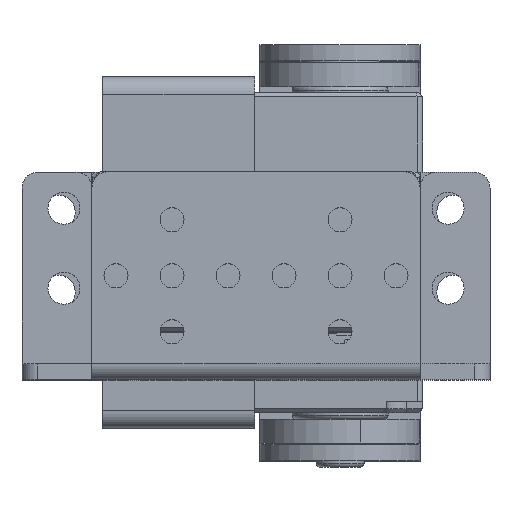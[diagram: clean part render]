
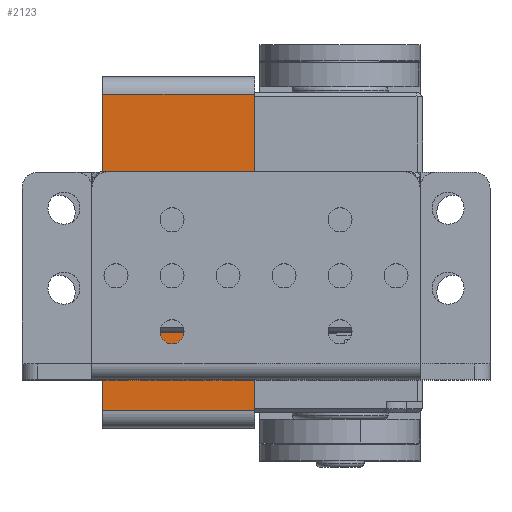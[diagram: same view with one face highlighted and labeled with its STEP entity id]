
A CAD part, top view. The second image highlights one B-rep face of the part: STEP entity #2123.
In plain terms, the highlighted face is planar.
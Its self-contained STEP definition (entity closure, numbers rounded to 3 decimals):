
#816 = EDGE_CURVE ( 'NONE', #4447, #32341, #32850, .T. ) ;
#1577 = FACE_OUTER_BOUND ( 'NONE', #37834, .T. ) ;
#1997 = CARTESIAN_POINT ( 'NONE',  ( -19.835, 89.275, 9.515 ) ) ;
#2025 = DIRECTION ( 'NONE',  ( 0., 1., 0. ) ) ;
#2039 = ORIENTED_EDGE ( 'NONE', *, *, #33378, .F. ) ;
#2123 = ADVANCED_FACE ( 'NONE', ( #43718, #8563, #22674, #5074, #19193, #1577 ), #29831, .T. ) ;
#2684 = LINE ( 'NONE', #1997, #21187 ) ;
#2792 = AXIS2_PLACEMENT_3D ( 'NONE', #8312, #32843, #36544 ) ;
#2852 = CARTESIAN_POINT ( 'NONE',  ( -5.035, 89.275, 5.015 ) ) ;
#2993 = DIRECTION ( 'NONE',  ( 0., 1., 0. ) ) ;
#3062 = EDGE_LOOP ( 'NONE', ( #32074, #24046 ) ) ;
#4447 = VERTEX_POINT ( 'NONE', #34978 ) ;
#4816 = ORIENTED_EDGE ( 'NONE', *, *, #13781, .F. ) ;
#4904 = ORIENTED_EDGE ( 'NONE', *, *, #42173, .T. ) ;
#5074 = FACE_BOUND ( 'NONE', #3062, .T. ) ;
#5681 = DIRECTION ( 'NONE',  ( 0., 1., 0. ) ) ;
#5981 = VERTEX_POINT ( 'NONE', #17811 ) ;
#6402 = CIRCLE ( 'NONE', #37447, 1.5 ) ;
#7221 = CARTESIAN_POINT ( 'NONE',  ( -3.085, 89.275, 0.015 ) ) ;
#7402 = CARTESIAN_POINT ( 'NONE',  ( -0.035, 89.275, 0.015 ) ) ;
#8066 = VECTOR ( 'NONE', #36092, 1000. ) ;
#8312 = CARTESIAN_POINT ( 'NONE',  ( 4.965, 89.275, 5.015 ) ) ;
#8563 = FACE_BOUND ( 'NONE', #35312, .T. ) ;
#8702 = CARTESIAN_POINT ( 'NONE',  ( 4.965, 89.275, -4.985 ) ) ;
#9731 = DIRECTION ( 'NONE',  ( 0., 1., 0. ) ) ;
#10202 = DIRECTION ( 'NONE',  ( -1., 0., 0. ) ) ;
#10219 = VECTOR ( 'NONE', #10699, 1000. ) ;
#10462 = CARTESIAN_POINT ( 'NONE',  ( 19.765, 89.275, -9.485 ) ) ;
#10696 = VERTEX_POINT ( 'NONE', #40059 ) ;
#10699 = DIRECTION ( 'NONE',  ( -1., 0., 0. ) ) ;
#10863 = AXIS2_PLACEMENT_3D ( 'NONE', #34353, #35028, #13292 ) ;
#11973 = ORIENTED_EDGE ( 'NONE', *, *, #22858, .F. ) ;
#12219 = CARTESIAN_POINT ( 'NONE',  ( -3.535, 89.275, -4.985 ) ) ;
#12466 = DIRECTION ( 'NONE',  ( 1., 0., 0. ) ) ;
#12509 = CARTESIAN_POINT ( 'NONE',  ( 19.765, 89.275, -9.485 ) ) ;
#12542 = EDGE_CURVE ( 'NONE', #32063, #36897, #20015, .T. ) ;
#13292 = DIRECTION ( 'NONE',  ( -1., 0., 0. ) ) ;
#13573 = DIRECTION ( 'NONE',  ( 1., 0., 0. ) ) ;
#13781 = EDGE_CURVE ( 'NONE', #36897, #32063, #32753, .T. ) ;
#14596 = DIRECTION ( 'NONE',  ( 0., 0., -1. ) ) ;
#15366 = CARTESIAN_POINT ( 'NONE',  ( -19.835, 89.275, 9.515 ) ) ;
#15392 = AXIS2_PLACEMENT_3D ( 'NONE', #37366, #22799, #37125 ) ;
#15664 = EDGE_CURVE ( 'NONE', #39850, #22889, #22560, .T. ) ;
#16001 = EDGE_LOOP ( 'NONE', ( #4816, #35208 ) ) ;
#16421 = EDGE_CURVE ( 'NONE', #39642, #32779, #34611, .T. ) ;
#16565 = CIRCLE ( 'NONE', #18002, 1.5 ) ;
#17075 = EDGE_LOOP ( 'NONE', ( #36031, #33709 ) ) ;
#17811 = CARTESIAN_POINT ( 'NONE',  ( 3.465, 89.275, -4.985 ) ) ;
#17830 = ORIENTED_EDGE ( 'NONE', *, *, #33892, .T. ) ;
#18002 = AXIS2_PLACEMENT_3D ( 'NONE', #34705, #2993, #10202 ) ;
#18061 = CARTESIAN_POINT ( 'NONE',  ( 19.765, 89.275, 9.515 ) ) ;
#18752 = DIRECTION ( 'NONE',  ( 1., 0., 0. ) ) ;
#18837 = EDGE_CURVE ( 'NONE', #5981, #10696, #27202, .T. ) ;
#19193 = FACE_BOUND ( 'NONE', #24967, .T. ) ;
#19542 = CIRCLE ( 'NONE', #26170, 1.5 ) ;
#19729 = CIRCLE ( 'NONE', #10863, 3.05 ) ;
#20015 = CIRCLE ( 'NONE', #37739, 1.5 ) ;
#20144 = CARTESIAN_POINT ( 'NONE',  ( 3.015, 89.275, 0.015 ) ) ;
#20561 = CARTESIAN_POINT ( 'NONE',  ( 6.465, 89.275, 5.015 ) ) ;
#21187 = VECTOR ( 'NONE', #13573, 1000. ) ;
#22560 = CIRCLE ( 'NONE', #27682, 1.5 ) ;
#22674 = FACE_BOUND ( 'NONE', #16001, .T. ) ;
#22799 = DIRECTION ( 'NONE',  ( 0., 1., 0. ) ) ;
#22858 = EDGE_CURVE ( 'NONE', #22889, #39850, #19542, .T. ) ;
#22889 = VERTEX_POINT ( 'NONE', #35204 ) ;
#23805 = VERTEX_POINT ( 'NONE', #36251 ) ;
#24046 = ORIENTED_EDGE ( 'NONE', *, *, #32110, .F. ) ;
#24324 = DIRECTION ( 'NONE',  ( 0., 1., 0. ) ) ;
#24609 = AXIS2_PLACEMENT_3D ( 'NONE', #35267, #24631, #41777 ) ;
#24631 = DIRECTION ( 'NONE',  ( 0., 1., 0. ) ) ;
#24967 = EDGE_LOOP ( 'NONE', ( #31842, #2039 ) ) ;
#26170 = AXIS2_PLACEMENT_3D ( 'NONE', #42387, #24324, #28026 ) ;
#27202 = CIRCLE ( 'NONE', #15392, 1.5 ) ;
#27286 = VERTEX_POINT ( 'NONE', #20561 ) ;
#27643 = DIRECTION ( 'NONE',  ( 1., 0., 0. ) ) ;
#27682 = AXIS2_PLACEMENT_3D ( 'NONE', #29890, #9731, #37284 ) ;
#28026 = DIRECTION ( 'NONE',  ( -1., 0., 0. ) ) ;
#29831 = PLANE ( 'NONE',  #37427 ) ;
#29890 = CARTESIAN_POINT ( 'NONE',  ( -5.035, 89.275, -4.985 ) ) ;
#29917 = ORIENTED_EDGE ( 'NONE', *, *, #35924, .T. ) ;
#29961 = EDGE_CURVE ( 'NONE', #31471, #27286, #16565, .T. ) ;
#31471 = VERTEX_POINT ( 'NONE', #34220 ) ;
#31842 = ORIENTED_EDGE ( 'NONE', *, *, #29961, .F. ) ;
#32063 = VERTEX_POINT ( 'NONE', #37138 ) ;
#32074 = ORIENTED_EDGE ( 'NONE', *, *, #18837, .F. ) ;
#32110 = EDGE_CURVE ( 'NONE', #10696, #5981, #6402, .T. ) ;
#32173 = EDGE_CURVE ( 'NONE', #32779, #39642, #19729, .T. ) ;
#32341 = VERTEX_POINT ( 'NONE', #15366 ) ;
#32753 = CIRCLE ( 'NONE', #24609, 1.5 ) ;
#32779 = VERTEX_POINT ( 'NONE', #7221 ) ;
#32831 = ORIENTED_EDGE ( 'NONE', *, *, #15664, .F. ) ;
#32843 = DIRECTION ( 'NONE',  ( 0., 1., 0. ) ) ;
#32850 = LINE ( 'NONE', #35613, #8066 ) ;
#33378 = EDGE_CURVE ( 'NONE', #27286, #31471, #41239, .T. ) ;
#33709 = ORIENTED_EDGE ( 'NONE', *, *, #16421, .F. ) ;
#33750 = CARTESIAN_POINT ( 'NONE',  ( -20.035, 89.275, 0.015 ) ) ;
#33892 = EDGE_CURVE ( 'NONE', #34122, #4447, #42156, .T. ) ;
#34122 = VERTEX_POINT ( 'NONE', #12509 ) ;
#34220 = CARTESIAN_POINT ( 'NONE',  ( 3.465, 89.275, 5.015 ) ) ;
#34353 = CARTESIAN_POINT ( 'NONE',  ( -0.035, 89.275, 0.015 ) ) ;
#34611 = CIRCLE ( 'NONE', #39086, 3.05 ) ;
#34705 = CARTESIAN_POINT ( 'NONE',  ( 4.965, 89.275, 5.015 ) ) ;
#34782 = VECTOR ( 'NONE', #14596, 1000. ) ;
#34978 = CARTESIAN_POINT ( 'NONE',  ( -19.835, 89.275, -9.485 ) ) ;
#35028 = DIRECTION ( 'NONE',  ( 0., 1., 0. ) ) ;
#35204 = CARTESIAN_POINT ( 'NONE',  ( -6.535, 89.275, -4.985 ) ) ;
#35208 = ORIENTED_EDGE ( 'NONE', *, *, #12542, .F. ) ;
#35267 = CARTESIAN_POINT ( 'NONE',  ( -5.035, 89.275, 5.015 ) ) ;
#35312 = EDGE_LOOP ( 'NONE', ( #11973, #32831 ) ) ;
#35613 = CARTESIAN_POINT ( 'NONE',  ( -19.835, 89.275, -9.485 ) ) ;
#35626 = DIRECTION ( 'NONE',  ( 0., 1., 0. ) ) ;
#35636 = LINE ( 'NONE', #18061, #34782 ) ;
#35924 = EDGE_CURVE ( 'NONE', #32341, #23805, #2684, .T. ) ;
#36031 = ORIENTED_EDGE ( 'NONE', *, *, #32173, .F. ) ;
#36092 = DIRECTION ( 'NONE',  ( 0., 0., 1. ) ) ;
#36251 = CARTESIAN_POINT ( 'NONE',  ( 19.765, 89.275, 9.515 ) ) ;
#36544 = DIRECTION ( 'NONE',  ( 1., 0., 0. ) ) ;
#36897 = VERTEX_POINT ( 'NONE', #42314 ) ;
#37125 = DIRECTION ( 'NONE',  ( -1., 0., 0. ) ) ;
#37138 = CARTESIAN_POINT ( 'NONE',  ( -3.535, 89.275, 5.015 ) ) ;
#37284 = DIRECTION ( 'NONE',  ( 1., 0., 0. ) ) ;
#37366 = CARTESIAN_POINT ( 'NONE',  ( 4.965, 89.275, -4.985 ) ) ;
#37427 = AXIS2_PLACEMENT_3D ( 'NONE', #33750, #2025, #12466 ) ;
#37447 = AXIS2_PLACEMENT_3D ( 'NONE', #8702, #5681, #44775 ) ;
#37739 = AXIS2_PLACEMENT_3D ( 'NONE', #2852, #41769, #27643 ) ;
#37834 = EDGE_LOOP ( 'NONE', ( #29917, #4904, #17830, #43641 ) ) ;
#39086 = AXIS2_PLACEMENT_3D ( 'NONE', #7402, #35626, #18752 ) ;
#39642 = VERTEX_POINT ( 'NONE', #20144 ) ;
#39850 = VERTEX_POINT ( 'NONE', #12219 ) ;
#40059 = CARTESIAN_POINT ( 'NONE',  ( 6.465, 89.275, -4.985 ) ) ;
#41239 = CIRCLE ( 'NONE', #2792, 1.5 ) ;
#41769 = DIRECTION ( 'NONE',  ( 0., 1., 0. ) ) ;
#41777 = DIRECTION ( 'NONE',  ( -1., 0., 0. ) ) ;
#42156 = LINE ( 'NONE', #10462, #10219 ) ;
#42173 = EDGE_CURVE ( 'NONE', #23805, #34122, #35636, .T. ) ;
#42314 = CARTESIAN_POINT ( 'NONE',  ( -6.535, 89.275, 5.015 ) ) ;
#42387 = CARTESIAN_POINT ( 'NONE',  ( -5.035, 89.275, -4.985 ) ) ;
#43641 = ORIENTED_EDGE ( 'NONE', *, *, #816, .T. ) ;
#43718 = FACE_BOUND ( 'NONE', #17075, .T. ) ;
#44775 = DIRECTION ( 'NONE',  ( 1., 0., 0. ) ) ;
